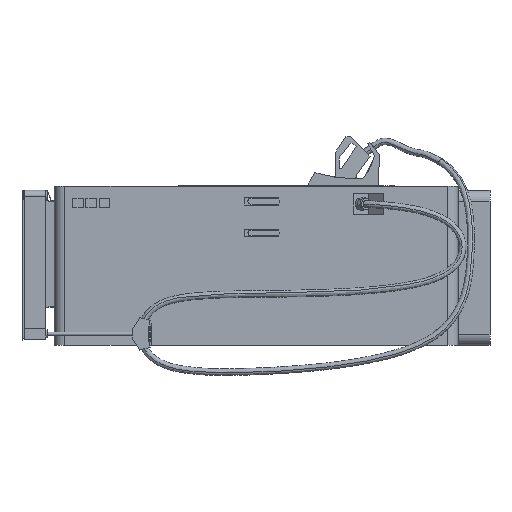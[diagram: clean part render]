
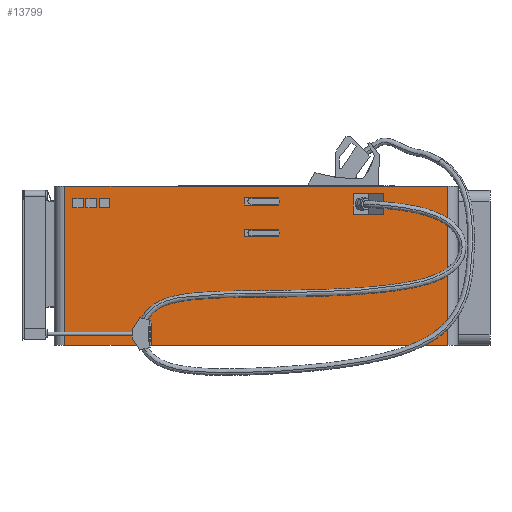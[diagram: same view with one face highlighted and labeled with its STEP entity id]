
A CAD part, left-side view. The second image highlights one B-rep face of the part: STEP entity #13799.
In plain terms, the highlighted planar face has unit normal (-1, 0, 0).
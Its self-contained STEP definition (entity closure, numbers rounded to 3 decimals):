
#787=DIRECTION('',(0.,-1.,0.));
#788=VECTOR('',#787,1800.);
#789=CARTESIAN_POINT('',(0.,2000.,0.));
#790=LINE('',#789,#788);
#862=DIRECTION('',(0.,-1.,0.));
#863=VECTOR('',#862,1800.);
#864=CARTESIAN_POINT('',(0.,2000.,748.5));
#865=LINE('',#864,#863);
#3583=DIRECTION('',(0.,-1.,0.));
#3584=VECTOR('',#3583,50.);
#3585=CARTESIAN_POINT('',(0.,1963.5,645.5));
#3586=LINE('',#3585,#3584);
#3590=DIRECTION('',(0.,0.,1.));
#3591=VECTOR('',#3590,43.);
#3592=CARTESIAN_POINT('',(0.,1913.5,645.5));
#3593=LINE('',#3592,#3591);
#3597=DIRECTION('',(0.,1.,0.));
#3598=VECTOR('',#3597,50.);
#3599=CARTESIAN_POINT('',(0.,1913.5,688.5));
#3600=LINE('',#3599,#3598);
#3604=DIRECTION('',(0.,0.,-1.));
#3605=VECTOR('',#3604,43.);
#3606=CARTESIAN_POINT('',(0.,1963.5,688.5));
#3607=LINE('',#3606,#3605);
#3611=DIRECTION('',(0.,0.,-1.));
#3612=VECTOR('',#3611,43.);
#3613=CARTESIAN_POINT('',(0.,1901.5,688.5));
#3614=LINE('',#3613,#3612);
#3618=DIRECTION('',(0.,-1.,0.));
#3619=VECTOR('',#3618,50.);
#3620=CARTESIAN_POINT('',(0.,1901.5,645.5));
#3621=LINE('',#3620,#3619);
#3625=DIRECTION('',(0.,0.,1.));
#3626=VECTOR('',#3625,43.);
#3627=CARTESIAN_POINT('',(0.,1851.5,645.5));
#3628=LINE('',#3627,#3626);
#3632=DIRECTION('',(0.,1.,0.));
#3633=VECTOR('',#3632,50.);
#3634=CARTESIAN_POINT('',(0.,1851.5,688.5));
#3635=LINE('',#3634,#3633);
#3639=DIRECTION('',(0.,-1.,0.));
#3640=VECTOR('',#3639,50.);
#3641=CARTESIAN_POINT('',(0.,1838.489,645.802));
#3642=LINE('',#3641,#3640);
#3646=DIRECTION('',(0.,0.,1.));
#3647=VECTOR('',#3646,43.);
#3648=CARTESIAN_POINT('',(0.,1788.489,645.802));
#3649=LINE('',#3648,#3647);
#3653=DIRECTION('',(0.,1.,0.));
#3654=VECTOR('',#3653,50.);
#3655=CARTESIAN_POINT('',(0.,1788.489,688.802));
#3656=LINE('',#3655,#3654);
#3660=DIRECTION('',(0.,0.,-1.));
#3661=VECTOR('',#3660,43.);
#3662=CARTESIAN_POINT('',(0.,1838.489,688.802));
#3663=LINE('',#3662,#3661);
#3667=DIRECTION('',(0.,0.,-1.));
#3668=VECTOR('',#3667,36.);
#3669=CARTESIAN_POINT('',(0.,1155.,545.65));
#3670=LINE('',#3669,#3668);
#3674=DIRECTION('',(0.,-1.,0.));
#3675=VECTOR('',#3674,160.);
#3676=CARTESIAN_POINT('',(0.,1155.,509.65));
#3677=LINE('',#3676,#3675);
#3681=DIRECTION('',(0.,0.,1.));
#3682=VECTOR('',#3681,36.);
#3683=CARTESIAN_POINT('',(0.,995.,509.65));
#3684=LINE('',#3683,#3682);
#3688=DIRECTION('',(0.,1.,0.));
#3689=VECTOR('',#3688,160.);
#3690=CARTESIAN_POINT('',(0.,995.,545.65));
#3691=LINE('',#3690,#3689);
#3695=DIRECTION('',(0.,0.,-1.));
#3696=VECTOR('',#3695,36.);
#3697=CARTESIAN_POINT('',(0.,1154.865,695.1));
#3698=LINE('',#3697,#3696);
#3702=DIRECTION('',(0.,-1.,0.));
#3703=VECTOR('',#3702,160.);
#3704=CARTESIAN_POINT('',(0.,1154.865,659.1));
#3705=LINE('',#3704,#3703);
#3709=DIRECTION('',(0.,0.,1.));
#3710=VECTOR('',#3709,36.);
#3711=CARTESIAN_POINT('',(0.,994.865,659.1));
#3712=LINE('',#3711,#3710);
#3716=DIRECTION('',(0.,1.,0.));
#3717=VECTOR('',#3716,160.);
#3718=CARTESIAN_POINT('',(0.,994.865,695.1));
#3719=LINE('',#3718,#3717);
#3723=DIRECTION('',(0.,1.,0.));
#3724=VECTOR('',#3723,141.987);
#3725=CARTESIAN_POINT('',(0.,502.121,712.3));
#3726=LINE('',#3725,#3724);
#3730=DIRECTION('',(0.,0.,1.));
#3731=VECTOR('',#3730,96.);
#3732=CARTESIAN_POINT('',(0.,644.108,616.3));
#3733=LINE('',#3732,#3731);
#3737=DIRECTION('',(0.,1.,0.));
#3738=VECTOR('',#3737,141.987);
#3739=CARTESIAN_POINT('',(0.,502.121,616.3));
#3740=LINE('',#3739,#3738);
#3744=DIRECTION('',(0.,0.,1.));
#3745=VECTOR('',#3744,96.);
#3746=CARTESIAN_POINT('',(0.,502.121,616.3));
#3747=LINE('',#3746,#3745);
#3751=DIRECTION('',(0.,0.,1.));
#3752=VECTOR('',#3751,748.5);
#3753=CARTESIAN_POINT('',(0.,200.,0.));
#3754=LINE('',#3753,#3752);
#3758=DIRECTION('',(0.,0.,-1.));
#3759=VECTOR('',#3758,748.5);
#3760=CARTESIAN_POINT('',(0.,2000.,748.5));
#3761=LINE('',#3760,#3759);
#9411=CARTESIAN_POINT('',(0.,1963.5,645.5));
#9412=CARTESIAN_POINT('',(0.,1913.5,645.5));
#9413=VERTEX_POINT('',#9411);
#9414=VERTEX_POINT('',#9412);
#9415=CARTESIAN_POINT('',(0.,1913.5,688.5));
#9416=VERTEX_POINT('',#9415);
#9417=CARTESIAN_POINT('',(0.,1963.5,688.5));
#9418=VERTEX_POINT('',#9417);
#9419=CARTESIAN_POINT('',(0.,1901.5,688.5));
#9420=CARTESIAN_POINT('',(0.,1901.5,645.5));
#9421=VERTEX_POINT('',#9419);
#9422=VERTEX_POINT('',#9420);
#9423=CARTESIAN_POINT('',(0.,1851.5,645.5));
#9424=VERTEX_POINT('',#9423);
#9425=CARTESIAN_POINT('',(0.,1851.5,688.5));
#9426=VERTEX_POINT('',#9425);
#9443=CARTESIAN_POINT('',(0.,1155.,545.65));
#9444=CARTESIAN_POINT('',(0.,1155.,509.65));
#9445=VERTEX_POINT('',#9443);
#9446=VERTEX_POINT('',#9444);
#9447=CARTESIAN_POINT('',(0.,995.,509.65));
#9448=VERTEX_POINT('',#9447);
#9449=CARTESIAN_POINT('',(0.,995.,545.65));
#9450=VERTEX_POINT('',#9449);
#9451=CARTESIAN_POINT('',(0.,1154.865,695.1));
#9452=CARTESIAN_POINT('',(0.,1154.865,659.1));
#9453=VERTEX_POINT('',#9451);
#9454=VERTEX_POINT('',#9452);
#9455=CARTESIAN_POINT('',(0.,994.865,659.1));
#9456=VERTEX_POINT('',#9455);
#9457=CARTESIAN_POINT('',(0.,994.865,695.1));
#9458=VERTEX_POINT('',#9457);
#9475=CARTESIAN_POINT('',(0.,502.121,712.3));
#9476=CARTESIAN_POINT('',(0.,644.108,712.3));
#9477=VERTEX_POINT('',#9475);
#9478=VERTEX_POINT('',#9476);
#9479=CARTESIAN_POINT('',(0.,502.121,616.3));
#9480=CARTESIAN_POINT('',(0.,644.108,616.3));
#9481=VERTEX_POINT('',#9479);
#9482=VERTEX_POINT('',#9480);
#10117=CARTESIAN_POINT('',(0.,200.,748.5));
#10119=VERTEX_POINT('',#10117);
#10123=CARTESIAN_POINT('',(0.,200.,0.));
#10124=VERTEX_POINT('',#10123);
#10141=CARTESIAN_POINT('',(0.,2000.,0.));
#10143=VERTEX_POINT('',#10141);
#10147=CARTESIAN_POINT('',(0.,2000.,748.5));
#10148=VERTEX_POINT('',#10147);
#10407=CARTESIAN_POINT('',(0.,1838.489,645.802));
#10408=CARTESIAN_POINT('',(0.,1788.489,645.802));
#10409=VERTEX_POINT('',#10407);
#10410=VERTEX_POINT('',#10408);
#10411=CARTESIAN_POINT('',(0.,1788.489,688.802));
#10412=VERTEX_POINT('',#10411);
#10413=CARTESIAN_POINT('',(0.,1838.489,688.802));
#10414=VERTEX_POINT('',#10413);
#13727=CARTESIAN_POINT('',(0.,2050.,0.));
#13728=DIRECTION('',(-1.,0.,0.));
#13729=DIRECTION('',(0.,-1.,0.));
#13730=AXIS2_PLACEMENT_3D('',#13727,#13728,#13729);
#13731=PLANE('',#13730);
#13732=ORIENTED_EDGE('',*,*,#10914,.F.);
#13733=ORIENTED_EDGE('',*,*,#10899,.F.);
#13735=ORIENTED_EDGE('',*,*,#13734,.F.);
#13736=ORIENTED_EDGE('',*,*,#10925,.T.);
#13737=EDGE_LOOP('',(#13732,#13733,#13735,#13736));
#13738=FACE_OUTER_BOUND('',#13737,.F.);
#13740=ORIENTED_EDGE('',*,*,#13739,.T.);
#13742=ORIENTED_EDGE('',*,*,#13741,.T.);
#13744=ORIENTED_EDGE('',*,*,#13743,.T.);
#13746=ORIENTED_EDGE('',*,*,#13745,.T.);
#13747=EDGE_LOOP('',(#13740,#13742,#13744,#13746));
#13748=FACE_BOUND('',#13747,.F.);
#13750=ORIENTED_EDGE('',*,*,#13749,.T.);
#13752=ORIENTED_EDGE('',*,*,#13751,.T.);
#13754=ORIENTED_EDGE('',*,*,#13753,.T.);
#13756=ORIENTED_EDGE('',*,*,#13755,.T.);
#13757=EDGE_LOOP('',(#13750,#13752,#13754,#13756));
#13758=FACE_BOUND('',#13757,.F.);
#13760=ORIENTED_EDGE('',*,*,#13759,.T.);
#13762=ORIENTED_EDGE('',*,*,#13761,.T.);
#13764=ORIENTED_EDGE('',*,*,#13763,.T.);
#13766=ORIENTED_EDGE('',*,*,#13765,.T.);
#13767=EDGE_LOOP('',(#13760,#13762,#13764,#13766));
#13768=FACE_BOUND('',#13767,.F.);
#13770=ORIENTED_EDGE('',*,*,#13769,.T.);
#13772=ORIENTED_EDGE('',*,*,#13771,.T.);
#13774=ORIENTED_EDGE('',*,*,#13773,.T.);
#13776=ORIENTED_EDGE('',*,*,#13775,.T.);
#13777=EDGE_LOOP('',(#13770,#13772,#13774,#13776));
#13778=FACE_BOUND('',#13777,.F.);
#13780=ORIENTED_EDGE('',*,*,#13779,.T.);
#13782=ORIENTED_EDGE('',*,*,#13781,.F.);
#13784=ORIENTED_EDGE('',*,*,#13783,.F.);
#13786=ORIENTED_EDGE('',*,*,#13785,.T.);
#13787=EDGE_LOOP('',(#13780,#13782,#13784,#13786));
#13788=FACE_BOUND('',#13787,.F.);
#13790=ORIENTED_EDGE('',*,*,#13789,.T.);
#13792=ORIENTED_EDGE('',*,*,#13791,.T.);
#13794=ORIENTED_EDGE('',*,*,#13793,.T.);
#13796=ORIENTED_EDGE('',*,*,#13795,.T.);
#13797=EDGE_LOOP('',(#13790,#13792,#13794,#13796));
#13798=FACE_BOUND('',#13797,.F.);
#10899=EDGE_CURVE('',#10143,#10124,#790,.T.);
#10914=EDGE_CURVE('',#10124,#10119,#3754,.T.);
#10925=EDGE_CURVE('',#10148,#10119,#865,.T.);
#13734=EDGE_CURVE('',#10148,#10143,#3761,.T.);
#13739=EDGE_CURVE('',#9421,#9422,#3614,.T.);
#13741=EDGE_CURVE('',#9422,#9424,#3621,.T.);
#13743=EDGE_CURVE('',#9424,#9426,#3628,.T.);
#13745=EDGE_CURVE('',#9426,#9421,#3635,.T.);
#13749=EDGE_CURVE('',#10409,#10410,#3642,.T.);
#13751=EDGE_CURVE('',#10410,#10412,#3649,.T.);
#13753=EDGE_CURVE('',#10412,#10414,#3656,.T.);
#13755=EDGE_CURVE('',#10414,#10409,#3663,.T.);
#13759=EDGE_CURVE('',#9445,#9446,#3670,.T.);
#13761=EDGE_CURVE('',#9446,#9448,#3677,.T.);
#13763=EDGE_CURVE('',#9448,#9450,#3684,.T.);
#13765=EDGE_CURVE('',#9450,#9445,#3691,.T.);
#13769=EDGE_CURVE('',#9453,#9454,#3698,.T.);
#13771=EDGE_CURVE('',#9454,#9456,#3705,.T.);
#13773=EDGE_CURVE('',#9456,#9458,#3712,.T.);
#13775=EDGE_CURVE('',#9458,#9453,#3719,.T.);
#13779=EDGE_CURVE('',#9477,#9478,#3726,.T.);
#13781=EDGE_CURVE('',#9482,#9478,#3733,.T.);
#13783=EDGE_CURVE('',#9481,#9482,#3740,.T.);
#13785=EDGE_CURVE('',#9481,#9477,#3747,.T.);
#13789=EDGE_CURVE('',#9413,#9414,#3586,.T.);
#13791=EDGE_CURVE('',#9414,#9416,#3593,.T.);
#13793=EDGE_CURVE('',#9416,#9418,#3600,.T.);
#13795=EDGE_CURVE('',#9418,#9413,#3607,.T.);
#13799=ADVANCED_FACE('',(#13738,#13748,#13758,#13768,#13778,#13788,#13798),
#13731,.T.);
